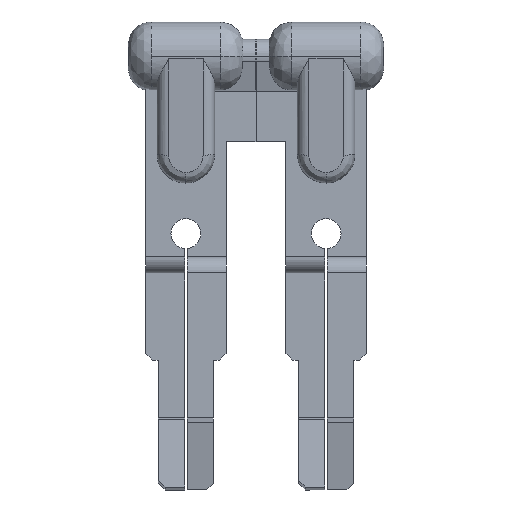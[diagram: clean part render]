
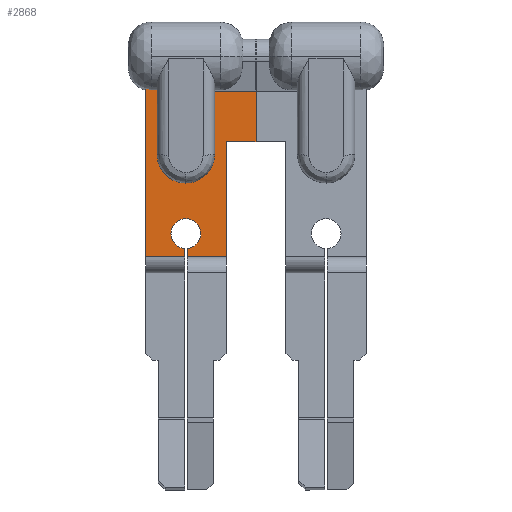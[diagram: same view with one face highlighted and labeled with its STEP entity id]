
A CAD part, top view. The second image highlights one B-rep face of the part: STEP entity #2868.
In plain terms, the highlighted face is planar.
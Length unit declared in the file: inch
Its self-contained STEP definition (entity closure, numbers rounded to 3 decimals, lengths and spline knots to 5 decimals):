
#13 = ORIENTED_EDGE ( 'NONE', *, *, #1334, .F. ) ;
#25 = DIRECTION ( 'NONE',  ( 1., 0., 0. ) ) ;
#32 = CARTESIAN_POINT ( 'NONE',  ( 0., 0., -0.02756 ) ) ;
#37 = VERTEX_POINT ( 'NONE', #2459 ) ;
#63 = CARTESIAN_POINT ( 'NONE',  ( 0., 0.16204, -0.02756 ) ) ;
#73 = VERTEX_POINT ( 'NONE', #380 ) ;
#81 = VERTEX_POINT ( 'NONE', #3040 ) ;
#87 = VERTEX_POINT ( 'NONE', #2486 ) ;
#125 = CARTESIAN_POINT ( 'NONE',  ( -0.12001, 0., -0.02756 ) ) ;
#210 = VECTOR ( 'NONE', #314, 39.37008 ) ;
#270 = ORIENTED_EDGE ( 'NONE', *, *, #3570, .T. ) ;
#287 = VERTEX_POINT ( 'NONE', #2194 ) ;
#296 = LINE ( 'NONE', #3785, #2562 ) ;
#314 = DIRECTION ( 'NONE',  ( 0., -1., 0. ) ) ;
#336 = AXIS2_PLACEMENT_3D ( 'NONE', #3321, #386, #2755 ) ;
#346 = ORIENTED_EDGE ( 'NONE', *, *, #2726, .F. ) ;
#353 = DIRECTION ( 'NONE',  ( 1., 0., 0. ) ) ;
#380 = CARTESIAN_POINT ( 'NONE',  ( 0.00197, -0.03976, -0.02756 ) ) ;
#386 = DIRECTION ( 'NONE',  ( 0., 0., -1. ) ) ;
#407 = VERTEX_POINT ( 'NONE', #1350 ) ;
#431 = DIRECTION ( 'NONE',  ( 1., 0., 0. ) ) ;
#442 = ORIENTED_EDGE ( 'NONE', *, *, #2525, .F. ) ;
#476 = CARTESIAN_POINT ( 'NONE',  ( 0., 0.2752, -0.02756 ) ) ;
#490 = CARTESIAN_POINT ( 'NONE',  ( -0.00197, -0.03976, -0.02756 ) ) ;
#496 = CIRCLE ( 'NONE', #2614, 0.02559 ) ;
#514 = DIRECTION ( 'NONE',  ( -1., 0., 0. ) ) ;
#517 = ORIENTED_EDGE ( 'NONE', *, *, #1386, .T. ) ;
#538 = FACE_BOUND ( 'NONE', #3373, .T. ) ;
#553 = EDGE_CURVE ( 'NONE', #407, #3450, #2966, .T. ) ;
#585 = CARTESIAN_POINT ( 'NONE',  ( -0.00197, -0.02551, -0.02756 ) ) ;
#590 = VERTEX_POINT ( 'NONE', #922 ) ;
#595 = LINE ( 'NONE', #3221, #1563 ) ;
#668 = CARTESIAN_POINT ( 'NONE',  ( -0.12001, 0.2752, -0.02756 ) ) ;
#702 = DIRECTION ( 'NONE',  ( 0., 0., -1. ) ) ;
#800 = CARTESIAN_POINT ( 'NONE',  ( 0.0689, -0.03976, -0.02756 ) ) ;
#807 = VERTEX_POINT ( 'NONE', #1472 ) ;
#867 = DIRECTION ( 'NONE',  ( 1., 0., 0. ) ) ;
#917 = VERTEX_POINT ( 'NONE', #668 ) ;
#922 = CARTESIAN_POINT ( 'NONE',  ( -0.12001, 0.15709, -0.02756 ) ) ;
#931 = DIRECTION ( 'NONE',  ( 0., 0., -1. ) ) ;
#939 = VECTOR ( 'NONE', #1643, 39.37008 ) ;
#943 = ORIENTED_EDGE ( 'NONE', *, *, #2987, .F. ) ;
#1006 = EDGE_CURVE ( 'NONE', #3605, #81, #2710, .T. ) ;
#1010 = ORIENTED_EDGE ( 'NONE', *, *, #2607, .F. ) ;
#1116 = DIRECTION ( 'NONE',  ( 0., 0., -1. ) ) ;
#1125 = EDGE_CURVE ( 'NONE', #917, #590, #3024, .T. ) ;
#1152 = PLANE ( 'NONE',  #2708 ) ;
#1271 = VERTEX_POINT ( 'NONE', #800 ) ;
#1290 = VERTEX_POINT ( 'NONE', #1673 ) ;
#1334 = EDGE_CURVE ( 'NONE', #81, #37, #3208, .T. ) ;
#1350 = CARTESIAN_POINT ( 'NONE',  ( -0.0689, -0.03976, -0.02756 ) ) ;
#1386 = EDGE_CURVE ( 'NONE', #2413, #3450, #296, .T. ) ;
#1393 = CARTESIAN_POINT ( 'NONE',  ( 0., 0., -0.02756 ) ) ;
#1472 = CARTESIAN_POINT ( 'NONE',  ( -0.0689, 0.15709, -0.02756 ) ) ;
#1488 = DIRECTION ( 'NONE',  ( 0., 0., 1. ) ) ;
#1491 = CARTESIAN_POINT ( 'NONE',  ( 0., -0.03976, -0.02756 ) ) ;
#1536 = EDGE_CURVE ( 'NONE', #807, #407, #3296, .T. ) ;
#1543 = AXIS2_PLACEMENT_3D ( 'NONE', #2758, #702, #431 ) ;
#1548 = VECTOR ( 'NONE', #514, 39.37008 ) ;
#1563 = VECTOR ( 'NONE', #2352, 39.37008 ) ;
#1643 = DIRECTION ( 'NONE',  ( 0., 1., 0. ) ) ;
#1673 = CARTESIAN_POINT ( 'NONE',  ( 0.02559, 0.16204, -0.02756 ) ) ;
#1690 = EDGE_CURVE ( 'NONE', #590, #807, #2504, .T. ) ;
#1699 = LINE ( 'NONE', #476, #1548 ) ;
#1719 = CIRCLE ( 'NONE', #1543, 0.02559 ) ;
#1728 = VECTOR ( 'NONE', #353, 39.37008 ) ;
#1768 = ORIENTED_EDGE ( 'NONE', *, *, #1536, .F. ) ;
#1790 = ORIENTED_EDGE ( 'NONE', *, *, #1125, .F. ) ;
#1863 = EDGE_CURVE ( 'NONE', #2413, #3605, #1719, .T. ) ;
#1864 = CIRCLE ( 'NONE', #3490, 0.02559 ) ;
#1885 = VECTOR ( 'NONE', #3284, 39.37008 ) ;
#1920 = ORIENTED_EDGE ( 'NONE', *, *, #1863, .F. ) ;
#1974 = ORIENTED_EDGE ( 'NONE', *, *, #553, .F. ) ;
#2045 = CARTESIAN_POINT ( 'NONE',  ( 0., -0.03976, -0.02756 ) ) ;
#2057 = DIRECTION ( 'NONE',  ( 1., 0., 0. ) ) ;
#2118 = AXIS2_PLACEMENT_3D ( 'NONE', #1393, #1116, #2616 ) ;
#2194 = CARTESIAN_POINT ( 'NONE',  ( 0.0689, 0.2752, -0.02756 ) ) ;
#2352 = DIRECTION ( 'NONE',  ( 0., 1., 0. ) ) ;
#2413 = VERTEX_POINT ( 'NONE', #585 ) ;
#2423 = FACE_OUTER_BOUND ( 'NONE', #3668, .T. ) ;
#2459 = CARTESIAN_POINT ( 'NONE',  ( 0.00197, -0.02551, -0.02756 ) ) ;
#2486 = CARTESIAN_POINT ( 'NONE',  ( -0.02559, 0.16204, -0.02756 ) ) ;
#2492 = ORIENTED_EDGE ( 'NONE', *, *, #1006, .F. ) ;
#2504 = LINE ( 'NONE', #3539, #1728 ) ;
#2506 = DIRECTION ( 'NONE',  ( 0., -1., 0. ) ) ;
#2522 = VECTOR ( 'NONE', #867, 39.37008 ) ;
#2525 = EDGE_CURVE ( 'NONE', #1290, #87, #496, .T. ) ;
#2562 = VECTOR ( 'NONE', #2941, 39.37008 ) ;
#2607 = EDGE_CURVE ( 'NONE', #287, #917, #1699, .T. ) ;
#2614 = AXIS2_PLACEMENT_3D ( 'NONE', #3803, #3506, #2057 ) ;
#2616 = DIRECTION ( 'NONE',  ( 1., 0., 0. ) ) ;
#2708 = AXIS2_PLACEMENT_3D ( 'NONE', #32, #1488, #2982 ) ;
#2710 = CIRCLE ( 'NONE', #336, 0.02559 ) ;
#2726 = EDGE_CURVE ( 'NONE', #73, #1271, #3308, .T. ) ;
#2755 = DIRECTION ( 'NONE',  ( 1., 0., 0. ) ) ;
#2758 = CARTESIAN_POINT ( 'NONE',  ( 0., 0., -0.02756 ) ) ;
#2790 = VECTOR ( 'NONE', #2506, 39.37008 ) ;
#2868 = ADVANCED_FACE ( 'NONE', ( #2423, #538 ), #1152, .F. ) ;
#2880 = ORIENTED_EDGE ( 'NONE', *, *, #3390, .F. ) ;
#2941 = DIRECTION ( 'NONE',  ( 0., -1., 0. ) ) ;
#2966 = LINE ( 'NONE', #1491, #1885 ) ;
#2982 = DIRECTION ( 'NONE',  ( 1., 0., 0. ) ) ;
#2987 = EDGE_CURVE ( 'NONE', #87, #1290, #1864, .T. ) ;
#2999 = CARTESIAN_POINT ( 'NONE',  ( -0.0689, 0., -0.02756 ) ) ;
#3024 = LINE ( 'NONE', #125, #2790 ) ;
#3040 = CARTESIAN_POINT ( 'NONE',  ( 0.02559, 0., -0.02756 ) ) ;
#3199 = ORIENTED_EDGE ( 'NONE', *, *, #1690, .F. ) ;
#3208 = CIRCLE ( 'NONE', #2118, 0.02559 ) ;
#3221 = CARTESIAN_POINT ( 'NONE',  ( 0.00197, -0.03976, -0.02756 ) ) ;
#3284 = DIRECTION ( 'NONE',  ( 1., 0., 0. ) ) ;
#3296 = LINE ( 'NONE', #2999, #210 ) ;
#3308 = LINE ( 'NONE', #2045, #2522 ) ;
#3321 = CARTESIAN_POINT ( 'NONE',  ( 0., 0., -0.02756 ) ) ;
#3373 = EDGE_LOOP ( 'NONE', ( #442, #943 ) ) ;
#3390 = EDGE_CURVE ( 'NONE', #1271, #287, #3556, .T. ) ;
#3403 = CARTESIAN_POINT ( 'NONE',  ( 0.0689, 0., -0.02756 ) ) ;
#3450 = VERTEX_POINT ( 'NONE', #490 ) ;
#3490 = AXIS2_PLACEMENT_3D ( 'NONE', #63, #931, #25 ) ;
#3506 = DIRECTION ( 'NONE',  ( 0., 0., -1. ) ) ;
#3513 = CARTESIAN_POINT ( 'NONE',  ( -0.02559, 0., -0.02756 ) ) ;
#3539 = CARTESIAN_POINT ( 'NONE',  ( 0., 0.15709, -0.02756 ) ) ;
#3556 = LINE ( 'NONE', #3403, #939 ) ;
#3570 = EDGE_CURVE ( 'NONE', #73, #37, #595, .T. ) ;
#3605 = VERTEX_POINT ( 'NONE', #3513 ) ;
#3668 = EDGE_LOOP ( 'NONE', ( #1974, #1768, #3199, #1790, #1010, #2880, #346, #270, #13, #2492, #1920, #517 ) ) ;
#3785 = CARTESIAN_POINT ( 'NONE',  ( -0.00197, -0.03976, -0.02756 ) ) ;
#3803 = CARTESIAN_POINT ( 'NONE',  ( 0., 0.16204, -0.02756 ) ) ;
